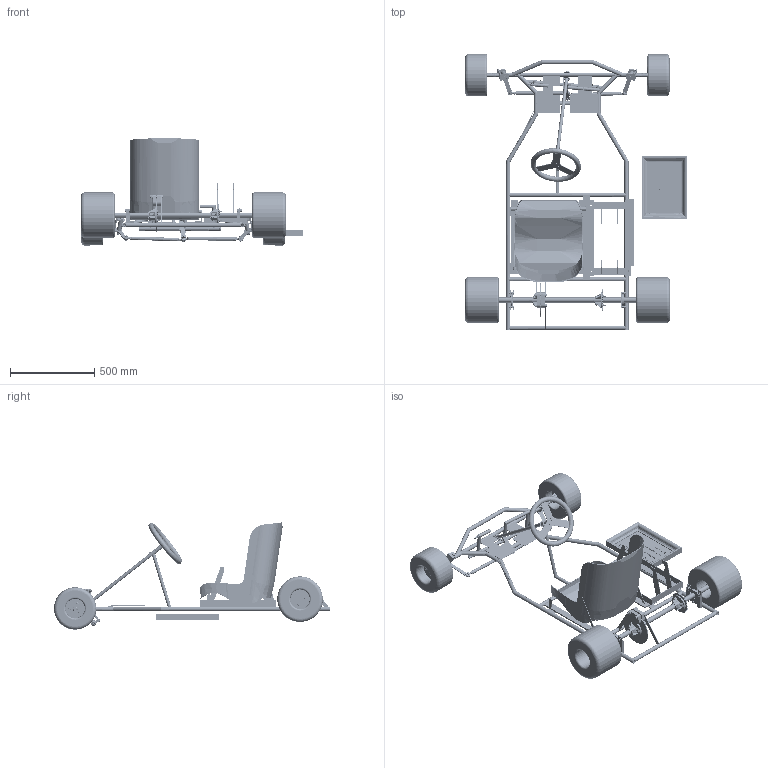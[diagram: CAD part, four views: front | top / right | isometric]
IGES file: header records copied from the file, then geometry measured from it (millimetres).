
Global section: file name: No Iges File Name specified; native system: AutoDesk Inventor R10; preprocessor: AutoDesk Inventor Iges Exporter R10; author: No Author specified; organization: No Organization specified; date: 20060308.144306; units: millimetre
Bounding box: 1317.1 x 1634.98 x 634.96 mm (x, y, z)
Volume: 40933182.4 mm3; surface area: 5342269.1 mm2
Topology: 398 solids, 400 shells, 6830 faces, 16833 edges, 10299 vertices
Faces by surface type: plane 3258, bspline 1484, cylinder 1066, revolution 671, cone 276, torus 75
Full cylindrical faces by diameter (mm): 5 x1, 5.387 x3, 6 x5, 8 x67, 10 x12, 11.63 x32, 12 x4, 13 x2, 16 x5, 16.63 x2, 18.22 x8, 19.999 x1, 20 x14, 24 x2, 25 x24, 28 x2, 30 x1, 32 x4, 37 x4, 40 x2, 60 x1, 72 x2, 100 x6, 200 x1, 250 x2, 270 x2
